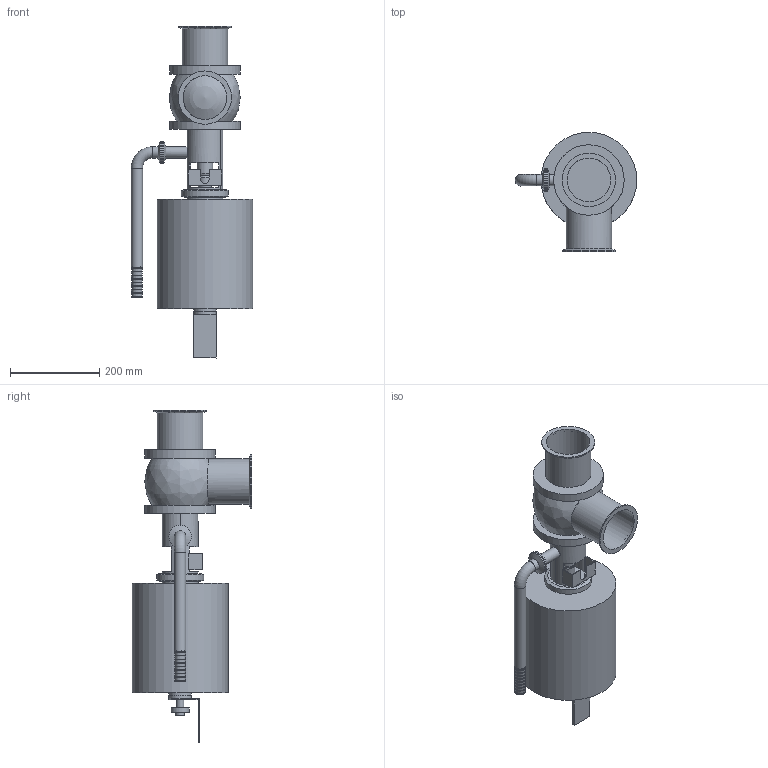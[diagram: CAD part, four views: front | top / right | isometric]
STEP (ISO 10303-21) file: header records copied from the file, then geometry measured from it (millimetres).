
FILE_DESCRIPTION(/* description */ (''),/* implementation_level */ '2;1');
FILE_NAME(/* name */ '40_KUC2L10MJ000.stp',/* time_stamp */ '2021-09-07T14:36:08+09:00',/* author */ ('m'),/* organization */ (''),/* preprocessor_version */ 'ST-DEVELOPER v18.1',/* originating_system */ 'Autodesk Inventor 2021',/* authorisation */ '');
FILE_SCHEMA (('AUTOMOTIVE_DESIGN { 1 0 10303 214 3 1 1 }'));
Length unit declared in the file: millimetre
Products named in the file (5): 40_KUC2L10MD000; SHC2T20MJ000-1P-CXC-C--304-40; SQ_SY_KUC-40-20M; SQDPKUC-40; SQLS [SW=0]
Assembly tree (4 placements, depth 2):
  40_KUC2L10MD000
    SHC2T20MJ000-1P-CXC-C--304-40
    SQ_SY_KUC-40-20M
    SQDPKUC-40
    SQLS [SW=0]
Bounding box: 271.7 x 267 x 742.05 mm (x, y, z)
Volume: 11937157.6 mm3; surface area: 663158.7 mm2
Topology: 5 solids, 5 shells, 131 faces, 264 edges, 168 vertices
Faces by surface type: plane 64, cylinder 44, cone 18, torus 3, bspline 2
Full cylindrical faces by diameter (mm): 10.5 x1, 16 x1, 19.5 x1, 21.8 x1, 23 x3, 25 x9, 25.4 x3, 29 x1, 35 x1, 40 x1, 50 x3, 50.5 x2, 74 x2, 80 x1, 97.6 x2, 101.6 x2, 105 x1, 119 x2, 157.5 x2, 214 x1
Entity records: 3849 total; most frequent: CARTESIAN_POINT 820, DIRECTION 643, ORIENTED_EDGE 530, EDGE_CURVE 265, AXIS2_PLACEMENT_3D 251, VERTEX_POINT 170, EDGE_LOOP 163, LINE 141
